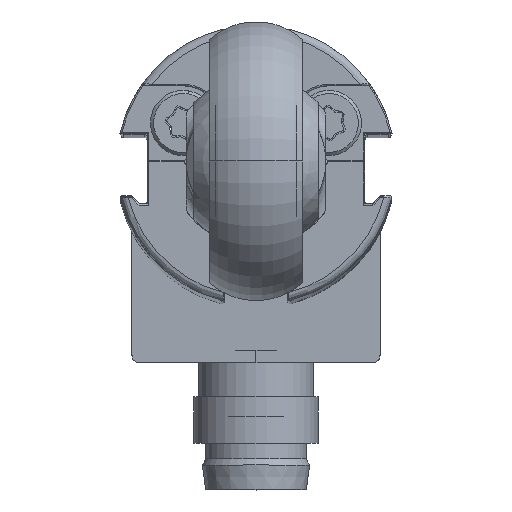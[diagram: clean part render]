
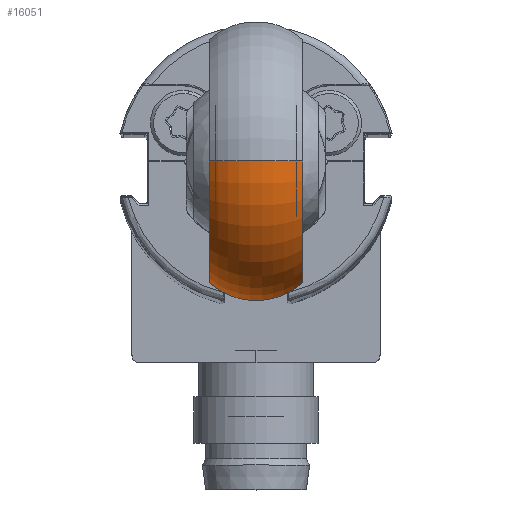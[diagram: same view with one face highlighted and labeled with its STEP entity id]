
A CAD part, top view. The second image highlights one B-rep face of the part: STEP entity #16051.
In plain terms, the highlighted toroidal (fillet/blend) face has major radius 4.5 mm and minor radius 4.5 mm.
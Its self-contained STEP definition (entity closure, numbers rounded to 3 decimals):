
#338 = AXIS2_PLACEMENT_3D ( 'NONE', #19652, #7789, #21638 ) ;
#607 = AXIS2_PLACEMENT_3D ( 'NONE', #3221, #17137, #5231 ) ;
#1527 = AXIS2_PLACEMENT_3D ( 'NONE', #20841, #5034, #18946 ) ;
#2250 = CARTESIAN_POINT ( 'NONE',  ( 3., 0., 281.454 ) ) ;
#3221 = CARTESIAN_POINT ( 'NONE',  ( 3., 0., 273.6 ) ) ;
#3286 = EDGE_CURVE ( 'NONE', #21244, #5720, #10809, .T. ) ;
#4172 = ORIENTED_EDGE ( 'NONE', *, *, #22591, .F. ) ;
#4327 = AXIS2_PLACEMENT_3D ( 'NONE', #19632, #7767, #21619 ) ;
#5034 = DIRECTION ( 'NONE',  ( 1., 0., 0. ) ) ;
#5144 = ORIENTED_EDGE ( 'NONE', *, *, #3286, .F. ) ;
#5231 = DIRECTION ( 'NONE',  ( 0., 0., -1. ) ) ;
#5720 = VERTEX_POINT ( 'NONE', #21499 ) ;
#5983 = CARTESIAN_POINT ( 'NONE',  ( 0., -3.86, 271.287 ) ) ;
#6488 = ORIENTED_EDGE ( 'NONE', *, *, #13922, .F. ) ;
#7498 = CIRCLE ( 'NONE', #4327, 4.5 ) ;
#7563 = TOROIDAL_SURFACE ( 'NONE', #1527, 4.5, 4.5 ) ;
#7664 = CIRCLE ( 'NONE', #607, 7.854 ) ;
#7767 = DIRECTION ( 'NONE',  ( 0., 1., 0. ) ) ;
#7789 = DIRECTION ( 'NONE',  ( 1., 0., 0. ) ) ;
#8004 = DIRECTION ( 'NONE',  ( 0., 0.858, 0.514 ) ) ;
#9589 = ORIENTED_EDGE ( 'NONE', *, *, #23594, .T. ) ;
#10809 = CIRCLE ( 'NONE', #15271, 4.5 ) ;
#12545 = CARTESIAN_POINT ( 'NONE',  ( 3., -6.737, 269.563 ) ) ;
#13922 = EDGE_CURVE ( 'NONE', #19480, #21244, #7664, .T. ) ;
#15271 = AXIS2_PLACEMENT_3D ( 'NONE', #5983, #19852, #8004 ) ;
#16051 = ADVANCED_FACE ( 'NONE', ( #24610 ), #7563, .T. ) ;
#16085 = CIRCLE ( 'NONE', #338, 7.854 ) ;
#16981 = CARTESIAN_POINT ( 'NONE',  ( -3., 0., 281.454 ) ) ;
#17137 = DIRECTION ( 'NONE',  ( 1., 0., 0. ) ) ;
#18946 = DIRECTION ( 'NONE',  ( 0., 0., -1. ) ) ;
#19170 = VERTEX_POINT ( 'NONE', #16981 ) ;
#19480 = VERTEX_POINT ( 'NONE', #2250 ) ;
#19632 = CARTESIAN_POINT ( 'NONE',  ( 0., 0., 278.1 ) ) ;
#19652 = CARTESIAN_POINT ( 'NONE',  ( -3., 0., 273.6 ) ) ;
#19852 = DIRECTION ( 'NONE',  ( 0., 0.514, -0.858 ) ) ;
#20841 = CARTESIAN_POINT ( 'NONE',  ( 0., 0., 273.6 ) ) ;
#21244 = VERTEX_POINT ( 'NONE', #12545 ) ;
#21499 = CARTESIAN_POINT ( 'NONE',  ( -3., -6.737, 269.563 ) ) ;
#21619 = DIRECTION ( 'NONE',  ( 0., 0., 1. ) ) ;
#21638 = DIRECTION ( 'NONE',  ( 0., 0., -1. ) ) ;
#21955 = EDGE_LOOP ( 'NONE', ( #4172, #9589, #5144, #6488 ) ) ;
#22591 = EDGE_CURVE ( 'NONE', #19170, #19480, #7498, .T. ) ;
#23594 = EDGE_CURVE ( 'NONE', #19170, #5720, #16085, .T. ) ;
#24610 = FACE_OUTER_BOUND ( 'NONE', #21955, .T. ) ;
